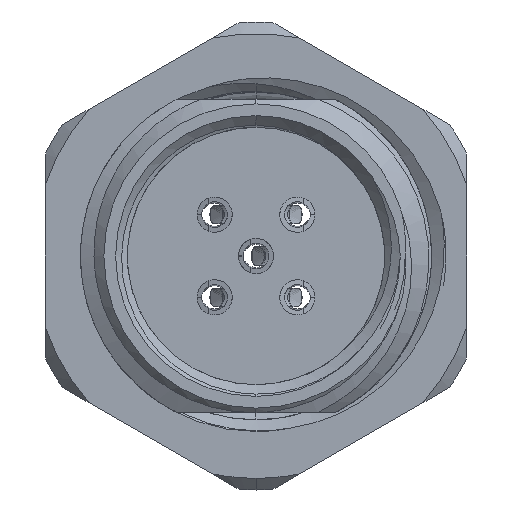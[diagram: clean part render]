
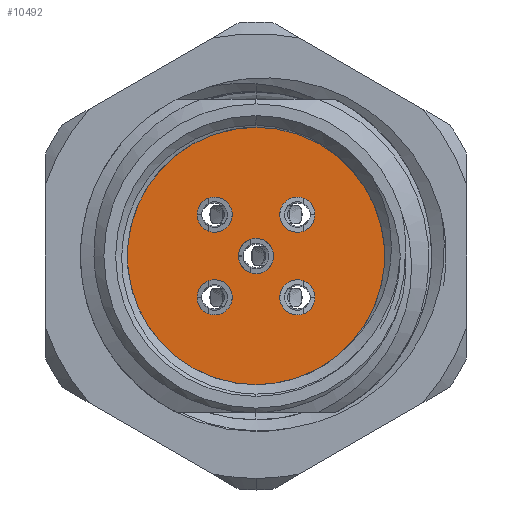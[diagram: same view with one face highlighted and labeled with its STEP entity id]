
A CAD part, left-side view. The second image highlights one B-rep face of the part: STEP entity #10492.
In plain terms, the highlighted face is planar.
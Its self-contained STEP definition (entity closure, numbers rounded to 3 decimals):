
#81 = VERTEX_POINT ( 'NONE', #5420 ) ;
#178 = CIRCLE ( 'NONE', #3902, 0.75 ) ;
#306 = CARTESIAN_POINT ( 'NONE',  ( 9.2, 1.768, 1.768 ) ) ;
#508 = CARTESIAN_POINT ( 'NONE',  ( 9.2, 0., 6. ) ) ;
#513 = FACE_BOUND ( 'NONE', #5612, .T. ) ;
#791 = DIRECTION ( 'NONE',  ( 0., 0., -1. ) ) ;
#923 = DIRECTION ( 'NONE',  ( 0., 0., -1. ) ) ;
#924 = EDGE_LOOP ( 'NONE', ( #12300, #4037 ) ) ;
#1169 = DIRECTION ( 'NONE',  ( 0., 0., -1. ) ) ;
#1219 = ORIENTED_EDGE ( 'NONE', *, *, #10030, .F. ) ;
#1232 = VERTEX_POINT ( 'NONE', #8473 ) ;
#1305 = DIRECTION ( 'NONE',  ( 1., 0., 0. ) ) ;
#1361 = FACE_BOUND ( 'NONE', #3936, .T. ) ;
#1526 = CIRCLE ( 'NONE', #9341, 0.75 ) ;
#1673 = ORIENTED_EDGE ( 'NONE', *, *, #6733, .F. ) ;
#1878 = CIRCLE ( 'NONE', #7568, 6. ) ;
#1975 = DIRECTION ( 'NONE',  ( 1., 0., 0. ) ) ;
#2068 = DIRECTION ( 'NONE',  ( 1., 0., 0. ) ) ;
#2363 = EDGE_CURVE ( 'NONE', #13633, #4221, #9760, .T. ) ;
#2386 = DIRECTION ( 'NONE',  ( 0., 0., -1. ) ) ;
#3243 = CIRCLE ( 'NONE', #3378, 0.75 ) ;
#3378 = AXIS2_PLACEMENT_3D ( 'NONE', #7753, #3452, #13254 ) ;
#3452 = DIRECTION ( 'NONE',  ( 1., 0., 0. ) ) ;
#3472 = CARTESIAN_POINT ( 'NONE',  ( 9.2, -1.768, -1.768 ) ) ;
#3496 = DIRECTION ( 'NONE',  ( 0., 0., -1. ) ) ;
#3537 = EDGE_CURVE ( 'NONE', #13822, #11169, #1878, .T. ) ;
#3674 = DIRECTION ( 'NONE',  ( -1., 0., 0. ) ) ;
#3690 = VERTEX_POINT ( 'NONE', #5991 ) ;
#3727 = DIRECTION ( 'NONE',  ( 0., 0., -1. ) ) ;
#3900 = VERTEX_POINT ( 'NONE', #9735 ) ;
#3902 = AXIS2_PLACEMENT_3D ( 'NONE', #4244, #1975, #923 ) ;
#3936 = EDGE_LOOP ( 'NONE', ( #5059, #1673 ) ) ;
#4037 = ORIENTED_EDGE ( 'NONE', *, *, #3537, .T. ) ;
#4221 = VERTEX_POINT ( 'NONE', #5919 ) ;
#4244 = CARTESIAN_POINT ( 'NONE',  ( 9.2, -1.768, 1.768 ) ) ;
#4335 = EDGE_CURVE ( 'NONE', #11169, #13822, #9381, .T. ) ;
#4350 = CARTESIAN_POINT ( 'NONE',  ( 9.2, 1.768, -2.518 ) ) ;
#4659 = EDGE_LOOP ( 'NONE', ( #9256, #5285 ) ) ;
#4722 = CARTESIAN_POINT ( 'NONE',  ( 9.2, 0., 0.75 ) ) ;
#4740 = PLANE ( 'NONE',  #6297 ) ;
#4791 = EDGE_CURVE ( 'NONE', #8807, #8272, #11752, .T. ) ;
#5025 = CARTESIAN_POINT ( 'NONE',  ( 9.2, 0., 0. ) ) ;
#5059 = ORIENTED_EDGE ( 'NONE', *, *, #10654, .F. ) ;
#5148 = CARTESIAN_POINT ( 'NONE',  ( 9.2, 1.768, 2.518 ) ) ;
#5268 = ORIENTED_EDGE ( 'NONE', *, *, #10242, .F. ) ;
#5285 = ORIENTED_EDGE ( 'NONE', *, *, #5979, .F. ) ;
#5286 = DIRECTION ( 'NONE',  ( 1., 0., 0. ) ) ;
#5420 = CARTESIAN_POINT ( 'NONE',  ( 9.2, 0., -0.75 ) ) ;
#5612 = EDGE_LOOP ( 'NONE', ( #14148, #7623 ) ) ;
#5683 = DIRECTION ( 'NONE',  ( 1., 0., 0. ) ) ;
#5736 = CIRCLE ( 'NONE', #12127, 0.75 ) ;
#5919 = CARTESIAN_POINT ( 'NONE',  ( 9.2, -1.768, -1.018 ) ) ;
#5979 = EDGE_CURVE ( 'NONE', #4221, #13633, #5736, .T. ) ;
#5991 = CARTESIAN_POINT ( 'NONE',  ( 9.2, -1.768, 2.518 ) ) ;
#6154 = VERTEX_POINT ( 'NONE', #4722 ) ;
#6163 = DIRECTION ( 'NONE',  ( 1., 0., 0. ) ) ;
#6297 = AXIS2_PLACEMENT_3D ( 'NONE', #13293, #3674, #11245 ) ;
#6305 = CARTESIAN_POINT ( 'NONE',  ( 9.2, 0., 0. ) ) ;
#6434 = CARTESIAN_POINT ( 'NONE',  ( 9.2, -1.768, -1.768 ) ) ;
#6498 = DIRECTION ( 'NONE',  ( 1., 0., 0. ) ) ;
#6540 = EDGE_LOOP ( 'NONE', ( #1219, #12826 ) ) ;
#6651 = CIRCLE ( 'NONE', #8792, 0.75 ) ;
#6733 = EDGE_CURVE ( 'NONE', #3900, #13960, #11539, .T. ) ;
#6822 = FACE_OUTER_BOUND ( 'NONE', #924, .T. ) ;
#7114 = DIRECTION ( 'NONE',  ( 1., 0., 0. ) ) ;
#7148 = FACE_BOUND ( 'NONE', #4659, .T. ) ;
#7177 = CIRCLE ( 'NONE', #11261, 0.75 ) ;
#7370 = CARTESIAN_POINT ( 'NONE',  ( 9.2, 0., -6. ) ) ;
#7559 = CARTESIAN_POINT ( 'NONE',  ( 9.2, -1.768, -2.518 ) ) ;
#7568 = AXIS2_PLACEMENT_3D ( 'NONE', #6305, #6498, #11998 ) ;
#7623 = ORIENTED_EDGE ( 'NONE', *, *, #10432, .F. ) ;
#7701 = CARTESIAN_POINT ( 'NONE',  ( 9.2, 1.768, -1.768 ) ) ;
#7753 = CARTESIAN_POINT ( 'NONE',  ( 9.2, 1.768, 1.768 ) ) ;
#7852 = DIRECTION ( 'NONE',  ( 1., 0., 0. ) ) ;
#8032 = DIRECTION ( 'NONE',  ( 0., 0., -1. ) ) ;
#8040 = CARTESIAN_POINT ( 'NONE',  ( 9.2, 0., 0. ) ) ;
#8272 = VERTEX_POINT ( 'NONE', #5148 ) ;
#8318 = DIRECTION ( 'NONE',  ( 0., 0., -1. ) ) ;
#8440 = EDGE_CURVE ( 'NONE', #3690, #1232, #178, .T. ) ;
#8473 = CARTESIAN_POINT ( 'NONE',  ( 9.2, -1.768, 1.018 ) ) ;
#8792 = AXIS2_PLACEMENT_3D ( 'NONE', #8040, #1305, #3496 ) ;
#8807 = VERTEX_POINT ( 'NONE', #12579 ) ;
#8996 = AXIS2_PLACEMENT_3D ( 'NONE', #5025, #6163, #791 ) ;
#9256 = ORIENTED_EDGE ( 'NONE', *, *, #2363, .F. ) ;
#9341 = AXIS2_PLACEMENT_3D ( 'NONE', #13665, #7114, #3727 ) ;
#9381 = CIRCLE ( 'NONE', #8996, 6. ) ;
#9625 = CARTESIAN_POINT ( 'NONE',  ( 9.2, -1.768, 1.768 ) ) ;
#9735 = CARTESIAN_POINT ( 'NONE',  ( 9.2, 1.768, -1.018 ) ) ;
#9737 = FACE_BOUND ( 'NONE', #10624, .T. ) ;
#9760 = CIRCLE ( 'NONE', #14144, 0.75 ) ;
#10030 = EDGE_CURVE ( 'NONE', #1232, #3690, #7177, .T. ) ;
#10088 = FACE_BOUND ( 'NONE', #6540, .T. ) ;
#10242 = EDGE_CURVE ( 'NONE', #8272, #8807, #3243, .T. ) ;
#10432 = EDGE_CURVE ( 'NONE', #6154, #81, #6651, .T. ) ;
#10492 = ADVANCED_FACE ( 'NONE', ( #513, #10088, #7148, #1361, #9737, #6822 ), #4740, .F. ) ;
#10613 = EDGE_CURVE ( 'NONE', #81, #6154, #1526, .T. ) ;
#10624 = EDGE_LOOP ( 'NONE', ( #11547, #5268 ) ) ;
#10654 = EDGE_CURVE ( 'NONE', #13960, #3900, #10916, .T. ) ;
#10916 = CIRCLE ( 'NONE', #12259, 0.75 ) ;
#11018 = DIRECTION ( 'NONE',  ( 1., 0., 0. ) ) ;
#11169 = VERTEX_POINT ( 'NONE', #7370 ) ;
#11245 = DIRECTION ( 'NONE',  ( 0., 0., 1. ) ) ;
#11261 = AXIS2_PLACEMENT_3D ( 'NONE', #9625, #13948, #12927 ) ;
#11539 = CIRCLE ( 'NONE', #13060, 0.75 ) ;
#11547 = ORIENTED_EDGE ( 'NONE', *, *, #4791, .F. ) ;
#11752 = CIRCLE ( 'NONE', #13757, 0.75 ) ;
#11998 = DIRECTION ( 'NONE',  ( 0., 0., -1. ) ) ;
#12127 = AXIS2_PLACEMENT_3D ( 'NONE', #6434, #5286, #14023 ) ;
#12259 = AXIS2_PLACEMENT_3D ( 'NONE', #14135, #2068, #8318 ) ;
#12300 = ORIENTED_EDGE ( 'NONE', *, *, #4335, .T. ) ;
#12579 = CARTESIAN_POINT ( 'NONE',  ( 9.2, 1.768, 1.018 ) ) ;
#12826 = ORIENTED_EDGE ( 'NONE', *, *, #8440, .F. ) ;
#12927 = DIRECTION ( 'NONE',  ( 0., 0., -1. ) ) ;
#13060 = AXIS2_PLACEMENT_3D ( 'NONE', #7701, #7852, #1169 ) ;
#13254 = DIRECTION ( 'NONE',  ( 0., 0., -1. ) ) ;
#13293 = CARTESIAN_POINT ( 'NONE',  ( 9.2, 4.5, 0. ) ) ;
#13633 = VERTEX_POINT ( 'NONE', #7559 ) ;
#13665 = CARTESIAN_POINT ( 'NONE',  ( 9.2, 0., 0. ) ) ;
#13757 = AXIS2_PLACEMENT_3D ( 'NONE', #306, #5683, #8032 ) ;
#13822 = VERTEX_POINT ( 'NONE', #508 ) ;
#13948 = DIRECTION ( 'NONE',  ( 1., 0., 0. ) ) ;
#13960 = VERTEX_POINT ( 'NONE', #4350 ) ;
#14023 = DIRECTION ( 'NONE',  ( 0., 0., -1. ) ) ;
#14135 = CARTESIAN_POINT ( 'NONE',  ( 9.2, 1.768, -1.768 ) ) ;
#14144 = AXIS2_PLACEMENT_3D ( 'NONE', #3472, #11018, #2386 ) ;
#14148 = ORIENTED_EDGE ( 'NONE', *, *, #10613, .F. ) ;
